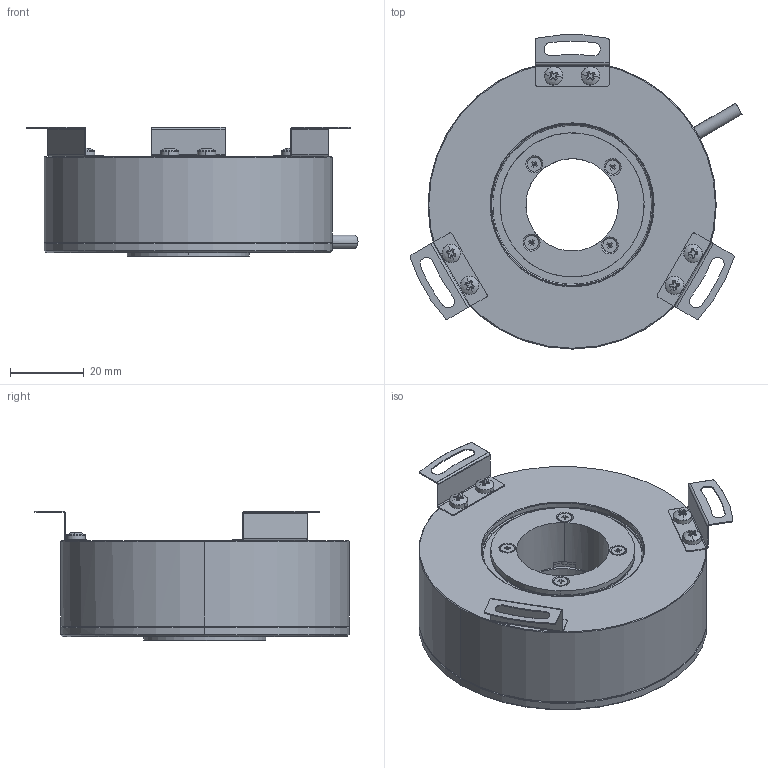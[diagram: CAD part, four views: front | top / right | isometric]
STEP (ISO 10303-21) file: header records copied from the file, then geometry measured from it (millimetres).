
FILE_DESCRIPTION (( 'STEP AP214' ), '1' );
FILE_NAME ('CAB85 ²úÆ·_20241011.STEP', '2024-10-11T06:59:08', ( '' ), ( '' ), 'SwSTEP 2.0', 'SolidWorks 2018', '' );
FILE_SCHEMA (( 'AUTOMOTIVE_DESIGN' ));
Length unit declared in the file: millimetre
Products named in the file (2): CAB85 莉こ_20241011
Bounding box: 89.85 x 84.99 x 35.1 mm (x, y, z)
Volume: 109936.3 mm3; surface area: 27054.9 mm2
Topology: 5 solids, 16 shells, 1258 faces, 2957 edges, 1824 vertices
Faces by surface type: plane 556, sphere 284, cylinder 236, cone 136, torus 46
Entity records: 54686 total; most frequent: CARTESIAN_POINT 12815, DIRECTION 5906, ORIENTED_EDGE 5882, EDGE_CURVE 2941, AXIS2_PLACEMENT_3D 2575, VERTEX_POINT 1824, EDGE_LOOP 1401, CIRCLE 1315
